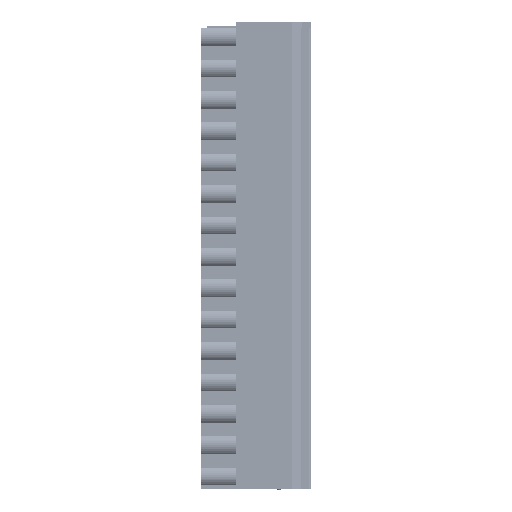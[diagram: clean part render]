
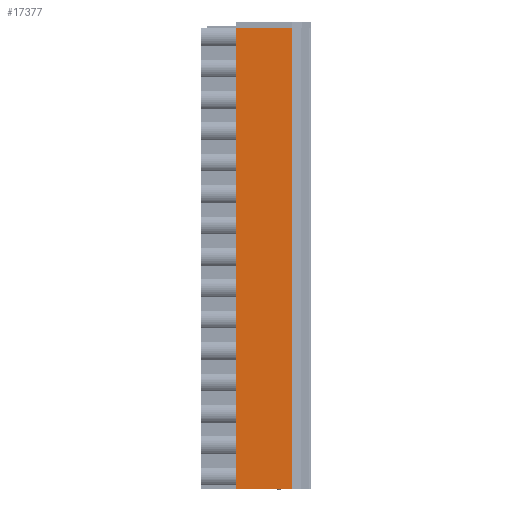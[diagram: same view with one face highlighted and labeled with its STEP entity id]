
A CAD part, front view. The second image highlights one B-rep face of the part: STEP entity #17377.
In plain terms, the highlighted planar face has unit normal (0, -1, 0).
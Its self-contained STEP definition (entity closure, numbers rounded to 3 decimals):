
#4082=B_SPLINE_CURVE_WITH_KNOTS('',3,(#164597,#164598,#164599,#164600),
 .UNSPECIFIED.,.F.,.F.,(4,4),(0.,1.),.UNSPECIFIED.);
#4083=B_SPLINE_CURVE_WITH_KNOTS('',3,(#164602,#164603,#164604,#164605),
 .UNSPECIFIED.,.F.,.F.,(4,4),(0.,1.),.UNSPECIFIED.);
#5263=FACE_OUTER_BOUND('',#28090,.T.);
#17377=ADVANCED_FACE('',(#5263),#24026,.T.);
#24026=PLANE('',#115509);
#28090=EDGE_LOOP('',(#37158,#37159,#37160,#37161,#37162));
#37158=ORIENTED_EDGE('',*,*,#79380,.F.);
#37159=ORIENTED_EDGE('',*,*,#79381,.F.);
#37160=ORIENTED_EDGE('',*,*,#79382,.F.);
#37161=ORIENTED_EDGE('',*,*,#79383,.T.);
#37162=ORIENTED_EDGE('',*,*,#78603,.T.);
#68271=VERTEX_POINT('',#162524);
#68272=VERTEX_POINT('',#162526);
#68715=VERTEX_POINT('',#164594);
#68716=VERTEX_POINT('',#164601);
#68717=VERTEX_POINT('',#164606);
#78603=EDGE_CURVE('',#68272,#68271,#94950,.T.);
#79380=EDGE_CURVE('',#68715,#68271,#95554,.T.);
#79381=EDGE_CURVE('',#68716,#68715,#4082,.T.);
#79382=EDGE_CURVE('',#68717,#68716,#4083,.T.);
#79383=EDGE_CURVE('',#68717,#68272,#95555,.T.);
#94950=LINE('',#162525,#105118);
#95554=LINE('',#164595,#105775);
#95555=LINE('',#164607,#105776);
#105118=VECTOR('',#127551,1.);
#105775=VECTOR('',#129144,1.);
#105776=VECTOR('',#129147,1.);
#115509=AXIS2_PLACEMENT_3D('',#164608,#129148,#129149);
#127551=DIRECTION('',(1.,0.,0.));
#129144=DIRECTION('',(0.,0.,-1.));
#129147=DIRECTION('',(0.,0.,-1.));
#129148=DIRECTION('',(0.,-1.,0.));
#129149=DIRECTION('',(-1.,0.,0.));
#162524=CARTESIAN_POINT('',(-4.65,-13.766,-36.455));
#162525=CARTESIAN_POINT('',(-18.05,-13.766,-36.455));
#162526=CARTESIAN_POINT('',(-18.05,-13.766,-36.455));
#164594=CARTESIAN_POINT('',(-4.65,-13.766,73.545));
#164595=CARTESIAN_POINT('',(-4.65,-13.766,-31.455));
#164597=CARTESIAN_POINT('',(-18.,-13.766,73.545));
#164598=CARTESIAN_POINT('',(-13.55,-13.766,73.545));
#164599=CARTESIAN_POINT('',(-9.1,-13.766,73.545));
#164600=CARTESIAN_POINT('',(-4.65,-13.766,73.545));
#164601=CARTESIAN_POINT('',(-18.,-13.766,73.545));
#164602=CARTESIAN_POINT('',(-18.05,-13.766,73.545));
#164603=CARTESIAN_POINT('',(-18.033,-13.766,73.545));
#164604=CARTESIAN_POINT('',(-18.017,-13.766,73.545));
#164605=CARTESIAN_POINT('',(-18.,-13.766,73.545));
#164606=CARTESIAN_POINT('',(-18.05,-13.766,73.545));
#164607=CARTESIAN_POINT('',(-18.05,-13.766,-31.455));
#164608=CARTESIAN_POINT('',(-18.05,-13.766,-31.455));
